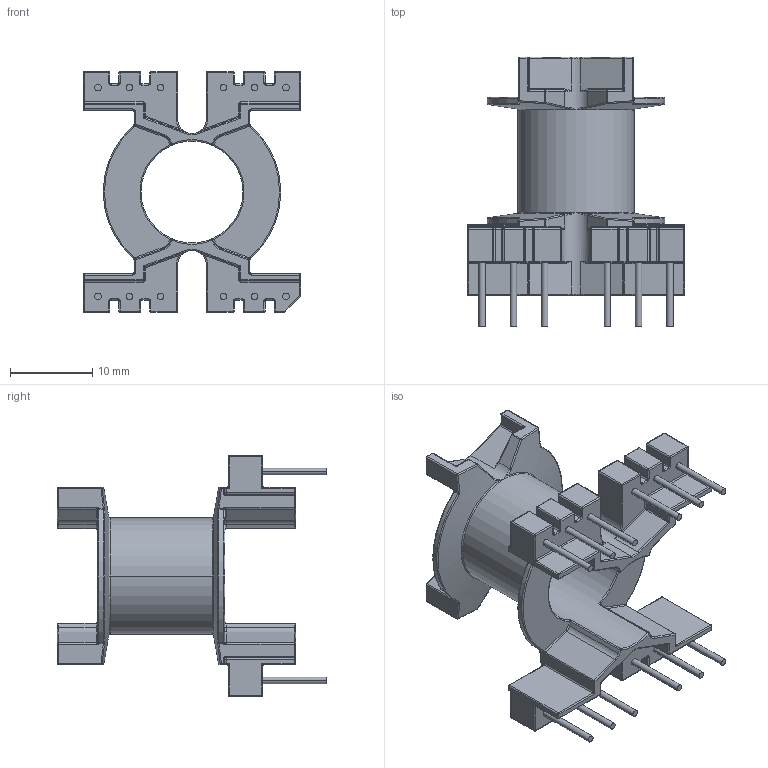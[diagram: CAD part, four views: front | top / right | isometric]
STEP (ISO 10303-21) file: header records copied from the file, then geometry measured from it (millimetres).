
FILE_DESCRIPTION((''),'2;1');
FILE_NAME('C61036-A0467-B201_SW0001','2021-03-16T',('EA4761'),(''),'PRO/ENGINEER BY PARAMETRIC TECHNOLOGY CORPORATION, 2014000','PRO/ENGINEER BY PARAMETRIC TECHNOLOGY CORPORATION, 2014000','');
FILE_SCHEMA(('AUTOMOTIVE_DESIGN { 1 0 10303 214 1 1 1 1 }'));
Length unit declared in the file: millimetre
Products named in the file (1): C61036-A0467-B201_SW0001
Bounding box: 26.5 x 32.8 x 29.3 mm (x, y, z)
Volume: 2766.1 mm3; surface area: 4446.8 mm2
Topology: 1 solids, 1 shells, 888 faces, 1904 edges, 1028 vertices
Faces by surface type: cylinder 379, plane 145, torus 126, sphere 122, bspline 112, cone 4
Entity records: 35368 total; most frequent: CARTESIAN_POINT 10654, DIRECTION 4162, ORIENTED_EDGE 3808, EDGE_CURVE 1904, AXIS2_PLACEMENT_3D 1718, VERTEX_POINT 1028, CIRCLE 942, EDGE_LOOP 900
